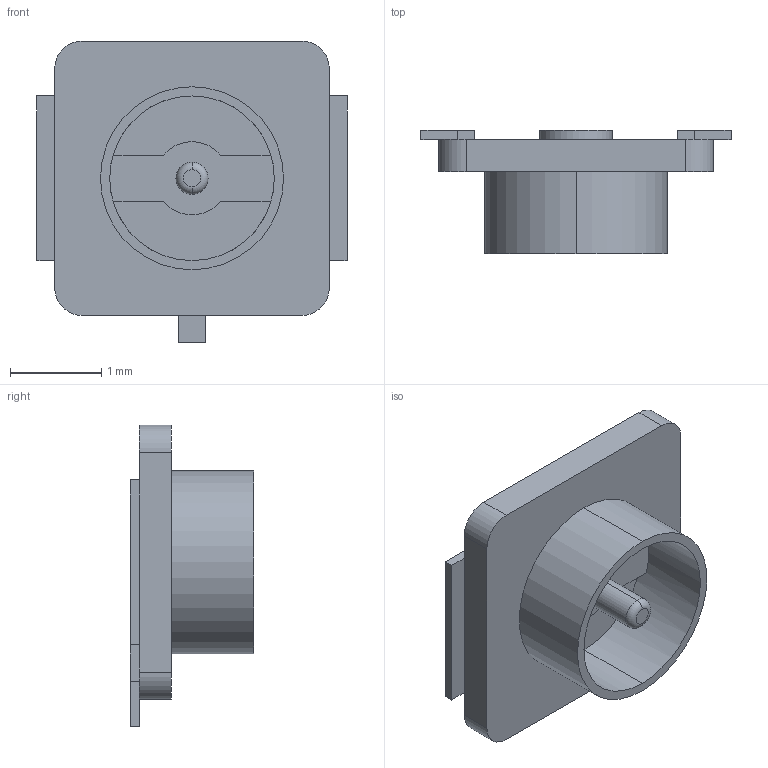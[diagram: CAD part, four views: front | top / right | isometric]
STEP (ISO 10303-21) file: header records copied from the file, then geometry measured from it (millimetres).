
FILE_DESCRIPTION (( 'STEP AP203' ), '1' );
FILE_NAME ('UFL.STEP', '2023-10-23T17:04:05', ( '' ), ( '' ), 'SwSTEP 2.0', 'SolidWorks 2013', '' );
FILE_SCHEMA (( 'CONFIG_CONTROL_DESIGN' ));
Length unit declared in the file: millimetre
Products named in the file (1): UFL
Bounding box: 3.39 x 1.35 x 3.3 mm (x, y, z)
Volume: 4.1 mm3; surface area: 36.8 mm2
Topology: 1 solids, 1 shells, 60 faces, 157 edges, 102 vertices
Faces by surface type: plane 42, cylinder 16, torus 2
Entity records: 1914 total; most frequent: CARTESIAN_POINT 320, DIRECTION 319, ORIENTED_EDGE 314, EDGE_CURVE 157, LINE 117, VECTOR 117, VERTEX_POINT 102, AXIS2_PLACEMENT_3D 101
